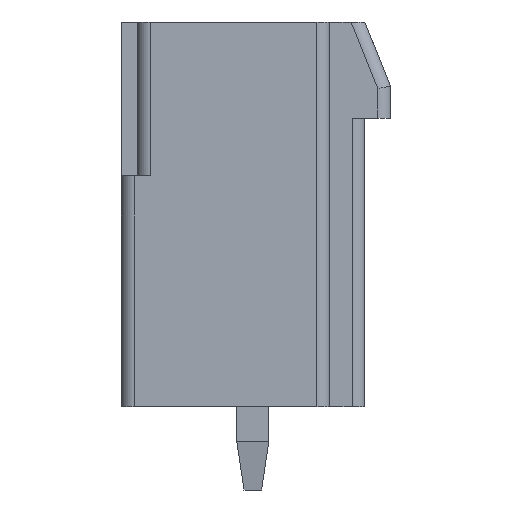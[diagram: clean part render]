
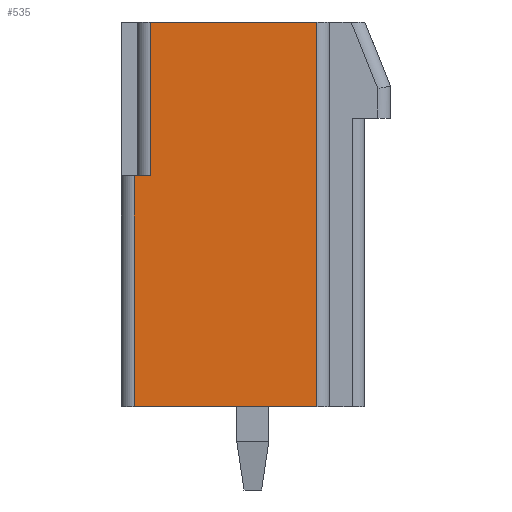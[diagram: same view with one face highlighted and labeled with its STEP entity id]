
A CAD part, left-side view. The second image highlights one B-rep face of the part: STEP entity #535.
In plain terms, the highlighted planar face has unit normal (-1, 0, 0).
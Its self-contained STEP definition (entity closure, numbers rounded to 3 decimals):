
#535 = ADVANCED_FACE( '', ( #1226 ), #1227, .T. );
#1226 = FACE_OUTER_BOUND( '', #2141, .T. );
#1227 = PLANE( '', #2142 );
#2141 = EDGE_LOOP( '', ( #3358, #3359, #3360, #3361, #3362, #3363 ) );
#2142 = AXIS2_PLACEMENT_3D( '', #3364, #3365, #3366 );
#3358 = ORIENTED_EDGE( '', *, *, #5800, .T. );
#3359 = ORIENTED_EDGE( '', *, *, #5801, .T. );
#3360 = ORIENTED_EDGE( '', *, *, #5802, .F. );
#3361 = ORIENTED_EDGE( '', *, *, #5758, .T. );
#3362 = ORIENTED_EDGE( '', *, *, #5803, .T. );
#3363 = ORIENTED_EDGE( '', *, *, #5804, .T. );
#3364 = CARTESIAN_POINT( '', ( -3.68, 0., 0. ) );
#3365 = DIRECTION( '', ( -1., 0., 0. ) );
#3366 = DIRECTION( '', ( 0., 0., 1. ) );
#5758 = EDGE_CURVE( '', #6986, #6990, #6992, .T. );
#5800 = EDGE_CURVE( '', #7059, #7060, #7061, .T. );
#5801 = EDGE_CURVE( '', #7060, #7062, #7063, .T. );
#5802 = EDGE_CURVE( '', #6986, #7062, #7064, .T. );
#5803 = EDGE_CURVE( '', #6990, #7065, #7066, .T. );
#5804 = EDGE_CURVE( '', #7065, #7059, #7067, .T. );
#6986 = VERTEX_POINT( '', #8689 );
#6990 = VERTEX_POINT( '', #8694 );
#6992 = LINE( '', #8696, #8697 );
#7059 = VERTEX_POINT( '', #8791 );
#7060 = VERTEX_POINT( '', #8792 );
#7061 = LINE( '', #8793, #8794 );
#7062 = VERTEX_POINT( '', #8795 );
#7063 = LINE( '', #8796, #8797 );
#7064 = LINE( '', #8798, #8799 );
#7065 = VERTEX_POINT( '', #8800 );
#7066 = LINE( '', #8801, #8802 );
#7067 = LINE( '', #8803, #8804 );
#8689 = CARTESIAN_POINT( '', ( -3.68, 8., 7.2 ) );
#8694 = CARTESIAN_POINT( '', ( -3.68, 8., 0. ) );
#8696 = CARTESIAN_POINT( '', ( -3.68, 8., 0. ) );
#8697 = VECTOR( '', #10479, 1000. );
#8791 = CARTESIAN_POINT( '', ( -3.68, 2.3, 12. ) );
#8792 = CARTESIAN_POINT( '', ( -3.68, 7.5, 12. ) );
#8793 = CARTESIAN_POINT( '', ( -3.68, 1.9, 12. ) );
#8794 = VECTOR( '', #10525, 1000. );
#8795 = CARTESIAN_POINT( '', ( -3.68, 7.5, 7.2 ) );
#8796 = CARTESIAN_POINT( '', ( -3.68, 7.5, 0. ) );
#8797 = VECTOR( '', #10526, 1000. );
#8798 = CARTESIAN_POINT( '', ( -3.68, 8.4, 7.2 ) );
#8799 = VECTOR( '', #10527, 1000. );
#8800 = CARTESIAN_POINT( '', ( -3.68, 2.3, 0. ) );
#8801 = CARTESIAN_POINT( '', ( -3.68, 7.9, 0. ) );
#8802 = VECTOR( '', #10528, 1000. );
#8803 = CARTESIAN_POINT( '', ( -3.68, 2.3, 12. ) );
#8804 = VECTOR( '', #10529, 1000. );
#10479 = DIRECTION( '', ( 0., 0., -1. ) );
#10525 = DIRECTION( '', ( 0., 1., 0. ) );
#10526 = DIRECTION( '', ( 0., 0., -1. ) );
#10527 = DIRECTION( '', ( 0., -1., 0. ) );
#10528 = DIRECTION( '', ( 0., -1., 0. ) );
#10529 = DIRECTION( '', ( 0., 0., 1. ) );
